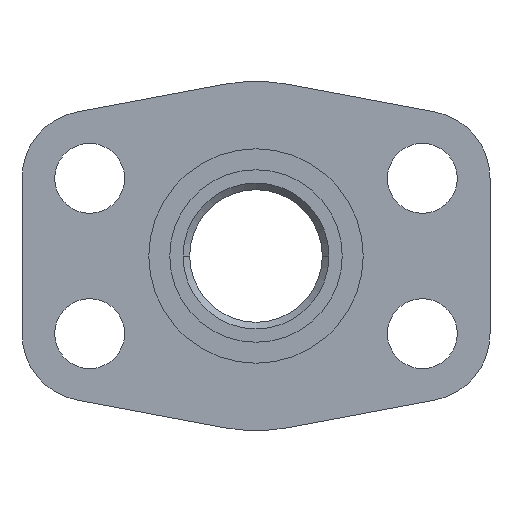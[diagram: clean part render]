
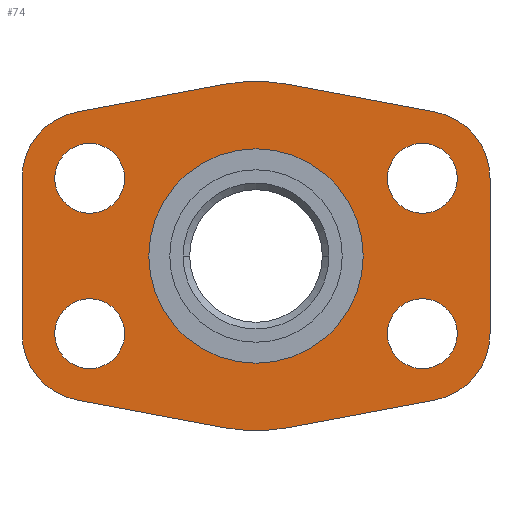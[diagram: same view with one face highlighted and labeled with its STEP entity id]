
A CAD part, front view. The second image highlights one B-rep face of the part: STEP entity #74.
In plain terms, the highlighted planar face has unit normal (0, -1, 0).
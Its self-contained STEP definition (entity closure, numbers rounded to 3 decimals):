
#74=ADVANCED_FACE('',(#156,#157,#158,#159,#160,#161),#162,.F.);
#156=FACE_BOUND('',#262,.T.);
#157=FACE_OUTER_BOUND('',#263,.T.);
#158=FACE_BOUND('',#264,.T.);
#159=FACE_BOUND('',#265,.T.);
#160=FACE_BOUND('',#266,.T.);
#161=FACE_BOUND('',#267,.T.);
#162=PLANE('',#268);
#262=EDGE_LOOP('',(#535,#536));
#263=EDGE_LOOP('',(#537,#538,#539,#540,#541,#542,#543,#544,#545,#546,#547,#548));
#264=EDGE_LOOP('',(#549,#550));
#265=EDGE_LOOP('',(#551,#552));
#266=EDGE_LOOP('',(#553,#554));
#267=EDGE_LOOP('',(#555,#556));
#268=AXIS2_PLACEMENT_3D('',#557,#558,#559);
#535=ORIENTED_EDGE('',*,*,#734,.T.);
#536=ORIENTED_EDGE('',*,*,#733,.T.);
#537=ORIENTED_EDGE('',*,*,#769,.F.);
#538=ORIENTED_EDGE('',*,*,#770,.F.);
#539=ORIENTED_EDGE('',*,*,#771,.F.);
#540=ORIENTED_EDGE('',*,*,#772,.F.);
#541=ORIENTED_EDGE('',*,*,#773,.T.);
#542=ORIENTED_EDGE('',*,*,#774,.F.);
#543=ORIENTED_EDGE('',*,*,#775,.T.);
#544=ORIENTED_EDGE('',*,*,#776,.F.);
#545=ORIENTED_EDGE('',*,*,#777,.F.);
#546=ORIENTED_EDGE('',*,*,#778,.F.);
#547=ORIENTED_EDGE('',*,*,#779,.T.);
#548=ORIENTED_EDGE('',*,*,#780,.F.);
#549=ORIENTED_EDGE('',*,*,#755,.T.);
#550=ORIENTED_EDGE('',*,*,#693,.T.);
#551=ORIENTED_EDGE('',*,*,#753,.T.);
#552=ORIENTED_EDGE('',*,*,#697,.T.);
#553=ORIENTED_EDGE('',*,*,#751,.T.);
#554=ORIENTED_EDGE('',*,*,#701,.T.);
#555=ORIENTED_EDGE('',*,*,#749,.T.);
#556=ORIENTED_EDGE('',*,*,#705,.T.);
#557=CARTESIAN_POINT('',(0.,0.,0.));
#558=DIRECTION('',(-0.0,1.0,0.));
#559=DIRECTION('',(1.0,0.0,0.0));
#693=EDGE_CURVE('',#819,#823,#825,.T.);
#697=EDGE_CURVE('',#827,#831,#833,.T.);
#701=EDGE_CURVE('',#835,#839,#841,.T.);
#705=EDGE_CURVE('',#843,#847,#849,.T.);
#733=EDGE_CURVE('',#897,#901,#903,.T.);
#734=EDGE_CURVE('',#901,#897,#904,.T.);
#749=EDGE_CURVE('',#847,#843,#921,.T.);
#751=EDGE_CURVE('',#839,#835,#923,.T.);
#753=EDGE_CURVE('',#831,#827,#925,.T.);
#755=EDGE_CURVE('',#823,#819,#927,.T.);
#769=EDGE_CURVE('',#953,#954,#955,.T.);
#770=EDGE_CURVE('',#956,#953,#957,.T.);
#771=EDGE_CURVE('',#958,#956,#959,.T.);
#772=EDGE_CURVE('',#960,#958,#961,.T.);
#773=EDGE_CURVE('',#960,#962,#963,.T.);
#774=EDGE_CURVE('',#964,#962,#965,.T.);
#775=EDGE_CURVE('',#964,#966,#967,.T.);
#776=EDGE_CURVE('',#968,#966,#969,.T.);
#777=EDGE_CURVE('',#970,#968,#971,.T.);
#778=EDGE_CURVE('',#972,#970,#973,.T.);
#779=EDGE_CURVE('',#972,#974,#975,.T.);
#780=EDGE_CURVE('',#954,#974,#976,.T.);
#819=VERTEX_POINT('',#1021);
#823=VERTEX_POINT('',#1026);
#825=CIRCLE('',#1029,5.0);
#827=VERTEX_POINT('',#1031);
#831=VERTEX_POINT('',#1036);
#833=CIRCLE('',#1039,5.0);
#835=VERTEX_POINT('',#1041);
#839=VERTEX_POINT('',#1046);
#841=CIRCLE('',#1049,5.0);
#843=VERTEX_POINT('',#1051);
#847=VERTEX_POINT('',#1056);
#849=CIRCLE('',#1059,5.0);
#897=VERTEX_POINT('',#1313);
#901=VERTEX_POINT('',#1318);
#903=CIRCLE('',#1321,15.35);
#904=CIRCLE('',#1322,15.35);
#921=CIRCLE('',#1405,5.0);
#923=CIRCLE('',#1407,5.0);
#925=CIRCLE('',#1409,5.0);
#927=CIRCLE('',#1411,5.0);
#953=VERTEX_POINT('',#1443);
#954=VERTEX_POINT('',#1444);
#955=LINE('',#1445,#1446);
#956=VERTEX_POINT('',#1447);
#957=CIRCLE('',#1448,9.685);
#958=VERTEX_POINT('',#1449);
#959=LINE('',#1450,#1451);
#960=VERTEX_POINT('',#1452);
#961=CIRCLE('',#1453,25.0);
#962=VERTEX_POINT('',#1454);
#963=LINE('',#1455,#1456);
#964=VERTEX_POINT('',#1457);
#965=CIRCLE('',#1458,9.685);
#966=VERTEX_POINT('',#1459);
#967=LINE('',#1460,#1461);
#968=VERTEX_POINT('',#1462);
#969=CIRCLE('',#1463,9.685);
#970=VERTEX_POINT('',#1464);
#971=LINE('',#1465,#1466);
#972=VERTEX_POINT('',#1467);
#973=CIRCLE('',#1468,25.0);
#974=VERTEX_POINT('',#1469);
#975=LINE('',#1470,#1471);
#976=CIRCLE('',#1472,9.685);
#1021=CARTESIAN_POINT('',(-18.815,0.0,-11.115));
#1026=CARTESIAN_POINT('',(-28.815,0.,-11.115));
#1029=AXIS2_PLACEMENT_3D('',#1527,#1528,#1529);
#1031=CARTESIAN_POINT('',(28.815,0.0,-11.115));
#1036=CARTESIAN_POINT('',(18.815,0.,-11.115));
#1039=AXIS2_PLACEMENT_3D('',#1535,#1536,#1537);
#1041=CARTESIAN_POINT('',(-18.815,0.0,11.115));
#1046=CARTESIAN_POINT('',(-28.815,0.,11.115));
#1049=AXIS2_PLACEMENT_3D('',#1543,#1544,#1545);
#1051=CARTESIAN_POINT('',(28.815,0.0,11.115));
#1056=CARTESIAN_POINT('',(18.815,0.,11.115));
#1059=AXIS2_PLACEMENT_3D('',#1551,#1552,#1553);
#1313=CARTESIAN_POINT('',(-15.35,0.,0.));
#1318=CARTESIAN_POINT('',(15.35,0.,0.));
#1321=AXIS2_PLACEMENT_3D('',#1597,#1598,#1599);
#1322=AXIS2_PLACEMENT_3D('',#1600,#1601,#1602);
#1405=AXIS2_PLACEMENT_3D('',#1639,#1640,#1641);
#1407=AXIS2_PLACEMENT_3D('',#1645,#1646,#1647);
#1409=AXIS2_PLACEMENT_3D('',#1651,#1652,#1653);
#1411=AXIS2_PLACEMENT_3D('',#1657,#1658,#1659);
#1443=CARTESIAN_POINT('',(33.5,0.,11.115));
#1444=CARTESIAN_POINT('',(33.5,0.,-11.115));
#1445=CARTESIAN_POINT('',(33.5,0.,11.115));
#1446=VECTOR('',#1687,1.0);
#1447=CARTESIAN_POINT('',(25.601,0.,20.634));
#1448=AXIS2_PLACEMENT_3D('',#1688,#1689,#1690);
#1449=CARTESIAN_POINT('',(4.609,0.,24.571));
#1450=CARTESIAN_POINT('',(4.609,0.,24.571));
#1451=VECTOR('',#1691,1.0);
#1452=CARTESIAN_POINT('',(-4.609,0.,24.571));
#1453=AXIS2_PLACEMENT_3D('',#1692,#1693,#1694);
#1454=CARTESIAN_POINT('',(-25.601,0.,20.634));
#1455=CARTESIAN_POINT('',(-4.609,0.,24.571));
#1456=VECTOR('',#1695,1.0);
#1457=CARTESIAN_POINT('',(-33.5,0.,11.115));
#1458=AXIS2_PLACEMENT_3D('',#1696,#1697,#1698);
#1459=CARTESIAN_POINT('',(-33.5,0.,-11.115));
#1460=CARTESIAN_POINT('',(-33.5,0.,11.115));
#1461=VECTOR('',#1699,1.0);
#1462=CARTESIAN_POINT('',(-25.601,0.,-20.634));
#1463=AXIS2_PLACEMENT_3D('',#1700,#1701,#1702);
#1464=CARTESIAN_POINT('',(-4.609,0.,-24.571));
#1465=CARTESIAN_POINT('',(-4.609,0.,-24.571));
#1466=VECTOR('',#1703,1.0);
#1467=CARTESIAN_POINT('',(4.609,0.,-24.571));
#1468=AXIS2_PLACEMENT_3D('',#1704,#1705,#1706);
#1469=CARTESIAN_POINT('',(25.601,0.,-20.634));
#1470=CARTESIAN_POINT('',(4.609,0.,-24.571));
#1471=VECTOR('',#1707,1.0);
#1472=AXIS2_PLACEMENT_3D('',#1708,#1709,#1710);
#1527=CARTESIAN_POINT('',(-23.815,0.0,-11.115));
#1528=DIRECTION('',(-0.0,1.0,0.));
#1529=DIRECTION('',(1.0,0.0,0.0));
#1535=CARTESIAN_POINT('',(23.815,0.0,-11.115));
#1536=DIRECTION('',(-0.0,1.0,0.));
#1537=DIRECTION('',(1.0,0.0,0.0));
#1543=CARTESIAN_POINT('',(-23.815,0.0,11.115));
#1544=DIRECTION('',(-0.0,1.0,0.));
#1545=DIRECTION('',(1.0,0.0,0.0));
#1551=CARTESIAN_POINT('',(23.815,0.0,11.115));
#1552=DIRECTION('',(-0.0,1.0,0.));
#1553=DIRECTION('',(1.0,0.0,0.0));
#1597=CARTESIAN_POINT('',(0.0,0.0,0.0));
#1598=DIRECTION('',(0.0,1.0,0.));
#1599=DIRECTION('',(-1.0,0.0,0.0));
#1600=CARTESIAN_POINT('',(0.0,0.0,0.0));
#1601=DIRECTION('',(0.0,1.0,0.));
#1602=DIRECTION('',(-1.0,0.0,0.0));
#1639=CARTESIAN_POINT('',(23.815,0.0,11.115));
#1640=DIRECTION('',(-0.0,1.0,0.));
#1641=DIRECTION('',(1.0,0.0,0.0));
#1645=CARTESIAN_POINT('',(-23.815,0.0,11.115));
#1646=DIRECTION('',(-0.0,1.0,0.));
#1647=DIRECTION('',(1.0,0.0,0.0));
#1651=CARTESIAN_POINT('',(23.815,0.0,-11.115));
#1652=DIRECTION('',(-0.0,1.0,0.));
#1653=DIRECTION('',(1.0,0.0,0.0));
#1657=CARTESIAN_POINT('',(-23.815,0.0,-11.115));
#1658=DIRECTION('',(-0.0,1.0,0.));
#1659=DIRECTION('',(1.0,0.0,0.0));
#1687=DIRECTION('',(0.0,0.,-1.0));
#1688=CARTESIAN_POINT('',(23.815,0.,11.115));
#1689=DIRECTION('',(-0.0,1.0,0.));
#1690=DIRECTION('',(1.0,0.0,0.0));
#1691=DIRECTION('',(0.983,0.,-0.184));
#1692=CARTESIAN_POINT('',(0.0,0.0,0.0));
#1693=DIRECTION('',(-0.0,1.0,0.));
#1694=DIRECTION('',(1.0,0.0,0.0));
#1695=DIRECTION('',(-0.983,0.,-0.184));
#1696=CARTESIAN_POINT('',(-23.815,0.,11.115));
#1697=DIRECTION('',(-0.0,1.0,0.));
#1698=DIRECTION('',(1.0,0.0,0.0));
#1699=DIRECTION('',(0.0,0.,-1.0));
#1700=CARTESIAN_POINT('',(-23.815,0.,-11.115));
#1701=DIRECTION('',(-0.0,1.0,0.));
#1702=DIRECTION('',(1.0,0.0,0.0));
#1703=DIRECTION('',(-0.983,0.,0.184));
#1704=CARTESIAN_POINT('',(0.0,0.0,0.0));
#1705=DIRECTION('',(-0.0,1.0,0.));
#1706=DIRECTION('',(1.0,0.0,0.0));
#1707=DIRECTION('',(0.983,0.,0.184));
#1708=CARTESIAN_POINT('',(23.815,0.,-11.115));
#1709=DIRECTION('',(-0.0,1.0,0.));
#1710=DIRECTION('',(1.0,0.0,0.0));
